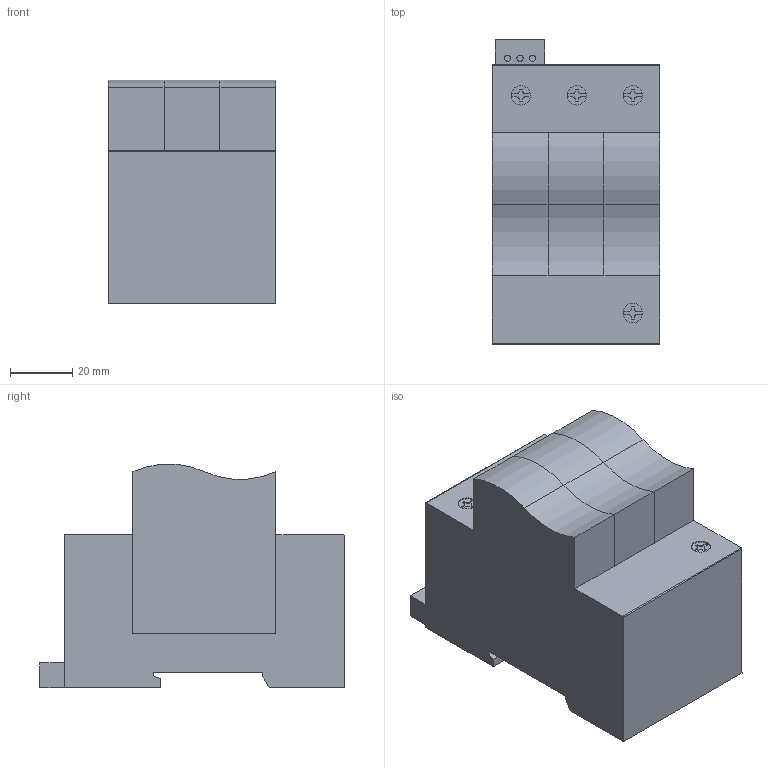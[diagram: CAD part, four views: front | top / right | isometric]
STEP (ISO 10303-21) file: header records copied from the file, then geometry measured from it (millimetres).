
FILE_DESCRIPTION((''),'2;1');
FILE_NAME('3d_SA03PA320R.stp','2012-10-03T08:47:52',(''),(''),'Mechanical Desktop 2011','Mechanical Desktop 2011',', , ');
FILE_SCHEMA(('CONFIG_CONTROL_DESIGN'));
Length unit declared in the file: millimetre
Products named in the file (1): Product
Bounding box: 54 x 98 x 71.9 mm (x, y, z)
Volume: 281590.4 mm3; surface area: 50437 mm2
Topology: 5 solids, 5 shells, 135 faces, 356 edges, 242 vertices
Faces by surface type: plane 89, cylinder 46
Entity records: 4295 total; most frequent: CARTESIAN_POINT 734, DIRECTION 734, ORIENTED_EDGE 712, EDGE_CURVE 356, VECTOR 250, LINE 250, AXIS2_PLACEMENT_3D 242, VERTEX_POINT 242
